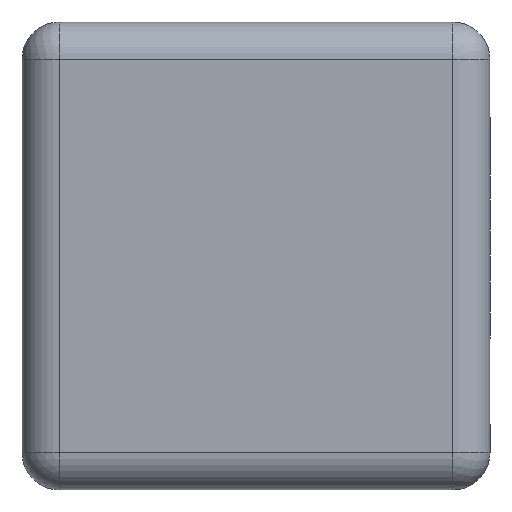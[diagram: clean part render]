
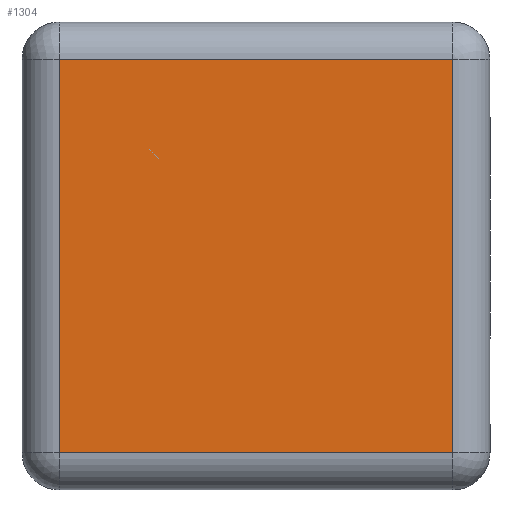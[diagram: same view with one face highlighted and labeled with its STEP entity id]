
A CAD part, left-side view. The second image highlights one B-rep face of the part: STEP entity #1304.
In plain terms, the highlighted planar face has unit normal (-1, 0, 0).
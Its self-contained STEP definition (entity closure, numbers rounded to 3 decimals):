
#84=PLANE('',#1432);
#172=FACE_OUTER_BOUND('',#271,.T.);
#271=EDGE_LOOP('',(#1164,#1165,#1166,#1167));
#410=LINE('',#2224,#539);
#411=LINE('',#2229,#540);
#412=LINE('',#2236,#541);
#413=LINE('',#2242,#542);
#539=VECTOR('',#1739,10.);
#540=VECTOR('',#1746,10.);
#541=VECTOR('',#1757,10.);
#542=VECTOR('',#1768,10.);
#685=VERTEX_POINT('',#2220);
#686=VERTEX_POINT('',#2222);
#687=VERTEX_POINT('',#2226);
#688=VERTEX_POINT('',#2233);
#836=EDGE_CURVE('',#686,#685,#410,.T.);
#839=EDGE_CURVE('',#685,#687,#411,.T.);
#843=EDGE_CURVE('',#687,#688,#412,.T.);
#847=EDGE_CURVE('',#688,#686,#413,.T.);
#1164=ORIENTED_EDGE('',*,*,#836,.F.);
#1165=ORIENTED_EDGE('',*,*,#847,.F.);
#1166=ORIENTED_EDGE('',*,*,#843,.F.);
#1167=ORIENTED_EDGE('',*,*,#839,.F.);
#1304=ADVANCED_FACE('',(#172),#84,.T.);
#1432=AXIS2_PLACEMENT_3D('',#2251,#1785,#1786);
#1739=DIRECTION('',(0.,0.,-1.));
#1746=DIRECTION('',(0.,1.,0.));
#1757=DIRECTION('',(0.,0.,1.));
#1768=DIRECTION('',(0.,-1.,0.));
#1785=DIRECTION('center_axis',(-1.,0.,0.));
#1786=DIRECTION('ref_axis',(0.,1.,0.));
#2220=CARTESIAN_POINT('',(3.518,-5.25,5.035));
#2222=CARTESIAN_POINT('',(3.518,-5.25,15.535));
#2224=CARTESIAN_POINT('',(3.518,-5.25,7.16));
#2226=CARTESIAN_POINT('',(3.518,5.25,5.035));
#2229=CARTESIAN_POINT('',(3.518,3.125,5.035));
#2233=CARTESIAN_POINT('',(3.518,5.25,15.535));
#2236=CARTESIAN_POINT('',(3.518,5.25,13.41));
#2242=CARTESIAN_POINT('',(3.518,-3.125,15.535));
#2251=CARTESIAN_POINT('Origin',(3.518,0.,
10.285));
